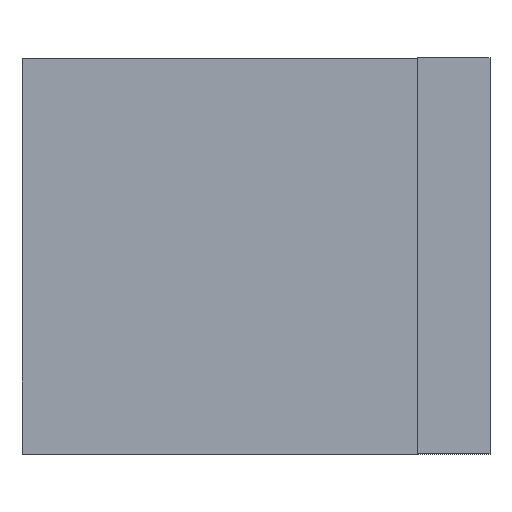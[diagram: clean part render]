
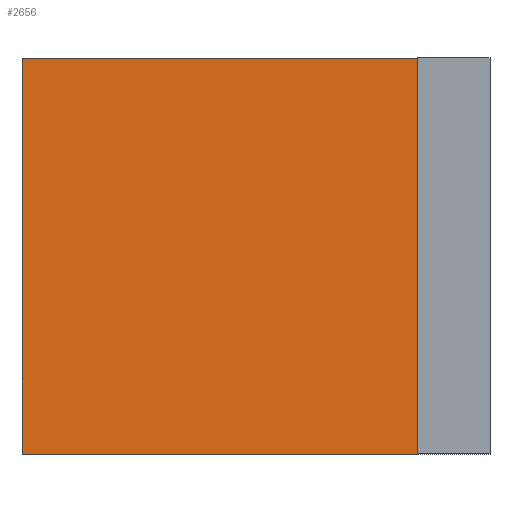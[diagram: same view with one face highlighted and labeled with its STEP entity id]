
A CAD part, top view. The second image highlights one B-rep face of the part: STEP entity #2656.
In plain terms, the highlighted planar face has unit normal (0, 0, 1).
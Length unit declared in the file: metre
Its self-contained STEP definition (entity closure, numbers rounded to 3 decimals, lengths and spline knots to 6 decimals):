
#188=ORIENTED_EDGE('',*,*,#984,.F.);
#189=ORIENTED_EDGE('',*,*,#966,.F.);
#190=ORIENTED_EDGE('',*,*,#971,.T.);
#191=ORIENTED_EDGE('',*,*,#976,.T.);
#966=EDGE_CURVE('',#1366,#1367,#1636,.T.);
#971=EDGE_CURVE('',#1366,#1370,#1641,.T.);
#976=EDGE_CURVE('',#1370,#1374,#1646,.T.);
#984=EDGE_CURVE('',#1367,#1374,#1649,.T.);
#1366=VERTEX_POINT('',#3854);
#1367=VERTEX_POINT('',#3856);
#1370=VERTEX_POINT('',#3864);
#1374=VERTEX_POINT('',#3874);
#1636=LINE('',#3855,#1938);
#1641=LINE('',#3865,#1943);
#1646=LINE('',#3875,#1948);
#1649=LINE('',#3890,#1951);
#1938=VECTOR('',#3067,1.);
#1943=VECTOR('',#3074,1.);
#1948=VECTOR('',#3081,1.);
#1951=VECTOR('',#3098,1.);
#2246=EDGE_LOOP('',(#188,#189,#190,#191));
#2408=FACE_BOUND('',#2246,.T.);
#2565=PLANE('',#2828);
#2656=ADVANCED_FACE('',(#2408),#2565,.T.);
#2828=AXIS2_PLACEMENT_3D('',#3889,#3096,#3097);
#3067=DIRECTION('',(1.,0.,0.));
#3074=DIRECTION('',(0.,-1.,0.));
#3081=DIRECTION('',(1.,0.,0.));
#3096=DIRECTION('',(0.,0.,1.));
#3097=DIRECTION('',(1.,0.,0.));
#3098=DIRECTION('',(0.,-1.,0.));
#3854=CARTESIAN_POINT('',(-0.0323,0.0273,0.014));
#3855=CARTESIAN_POINT('',(0.,0.0273,0.014));
#3856=CARTESIAN_POINT('',(0.0223,0.0273,0.014));
#3864=CARTESIAN_POINT('',(-0.0323,-0.0273,0.014));
#3865=CARTESIAN_POINT('',(-0.0323,0.,0.014));
#3874=CARTESIAN_POINT('',(0.0223,-0.0273,0.014));
#3875=CARTESIAN_POINT('',(0.,-0.0273,0.014));
#3889=CARTESIAN_POINT('',(0.,0.,0.014));
#3890=CARTESIAN_POINT('',(0.0223,0.,0.014));
